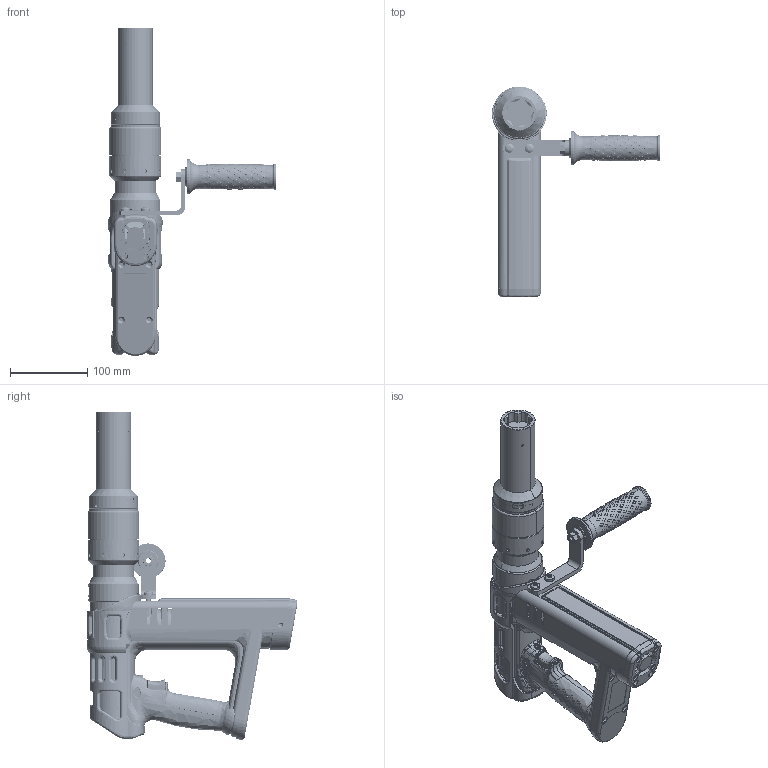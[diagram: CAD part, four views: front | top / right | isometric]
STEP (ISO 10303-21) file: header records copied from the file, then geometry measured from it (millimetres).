
FILE_DESCRIPTION((''),'2;1');
FILE_NAME('EXT_COMP_SW0008','2020-05-03T19:28:31',('INEdipo'),(''),'CREO PARAMETRIC BY PTC INC, 2018100','CREO PARAMETRIC BY PTC INC, 2018100','');
FILE_SCHEMA(('CONFIG_CONTROL_DESIGN','SHAPE_APPEARANCE_LAYERS_GROUPS'));
Length unit declared in the file: inch
Products named in the file (1): EXT_COMP_SW0008
Bounding box: 218 x 273.5 x 424.95 mm (x, y, z)
Volume: 883704.8 mm3; surface area: 390842.6 mm2
Topology: 5 solids, 8 shells, 6012 faces, 16294 edges, 10405 vertices
Faces by surface type: bspline 2444, plane 1498, cylinder 1486, cone 330, torus 208, sphere 31, extrusion 14, revolution 1
Entity records: 332072 total; most frequent: CARTESIAN_POINT 167710, ORIENTED_EDGE 32556, DIRECTION 18795, EDGE_CURVE 16278, VERTEX_POINT 10405, B_SPLINE_CURVE_WITH_KNOTS 7603, AXIS2_PLACEMENT_3D 6536, EDGE_LOOP 6469
